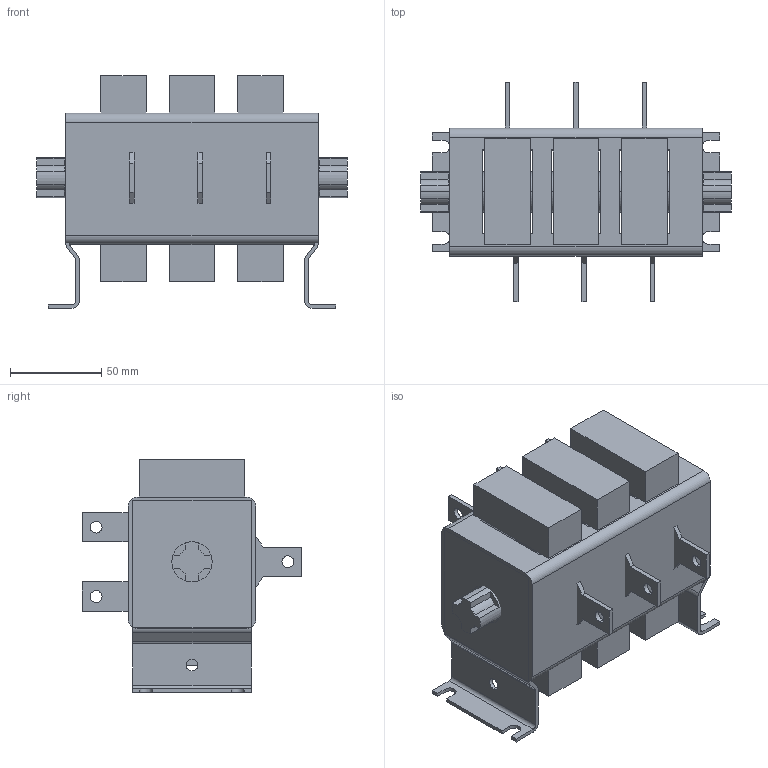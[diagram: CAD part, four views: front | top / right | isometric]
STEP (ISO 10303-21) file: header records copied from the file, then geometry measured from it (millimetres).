
FILE_DESCRIPTION (( 'STEP AP214' ), '1' );
FILE_NAME ('Âûêëþ÷àòåëü-ðàçúåäèíèòåëü ÂÐÓ32Ó_2íàïð_100À.STEP', '2018-06-22T08:29:24', ( '' ), ( '' ), 'SwSTEP 2.0', 'SolidWorks 2017', '' );
FILE_SCHEMA (( 'AUTOMOTIVE_DESIGN' ));
Length unit declared in the file: millimetre
Products named in the file (1): Âûêëþ÷àòåëü-ðàçúåäèíèòåëü ÂÐÓ32Ó_2íàïð_100À
Bounding box: 170 x 120 x 127.5 mm (x, y, z)
Volume: 726172.4 mm3; surface area: 184851.4 mm2
Topology: 19 solids, 19 shells, 266 faces, 666 edges, 444 vertices
Faces by surface type: plane 212, cylinder 54
Entity records: 9576 total; most frequent: CARTESIAN_POINT 1377, ORIENTED_EDGE 1332, DIRECTION 1324, EDGE_CURVE 666, VECTOR 542, LINE 542, VERTEX_POINT 444, AXIS2_PLACEMENT_3D 391
